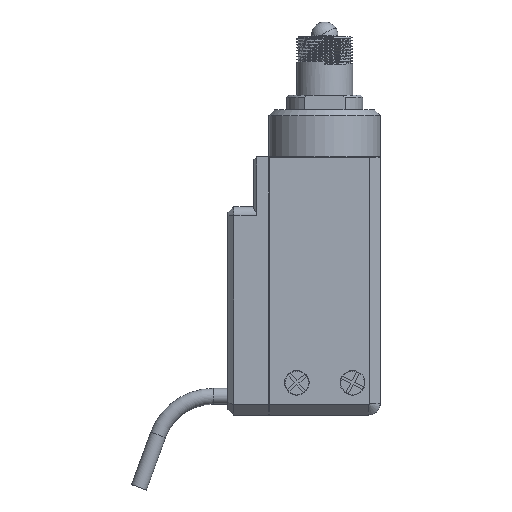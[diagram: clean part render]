
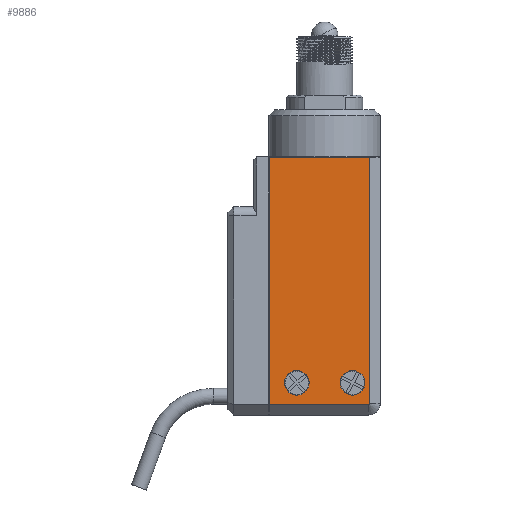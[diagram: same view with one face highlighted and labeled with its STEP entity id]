
A CAD part, left-side view. The second image highlights one B-rep face of the part: STEP entity #9886.
In plain terms, the highlighted planar face has unit normal (-1, 0, 0).
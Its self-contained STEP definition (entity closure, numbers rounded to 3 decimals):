
#22 = ORIENTED_EDGE ( 'NONE', *, *, #347, .F. ) ;
#347 = EDGE_CURVE ( 'NONE', #7846, #13156, #4273, .T. ) ;
#418 = VECTOR ( 'NONE', #4921, 1000. ) ;
#759 = DIRECTION ( 'NONE',  ( -1., 0., 0. ) ) ;
#766 = ORIENTED_EDGE ( 'NONE', *, *, #9924, .T. ) ;
#864 = DIRECTION ( 'NONE',  ( -1., 0., 0. ) ) ;
#1298 = ORIENTED_EDGE ( 'NONE', *, *, #14175, .F. ) ;
#1475 = CARTESIAN_POINT ( 'NONE',  ( -9.5, 4.75, 3.4 ) ) ;
#1514 = CARTESIAN_POINT ( 'NONE',  ( -9.5, 9.45, 1.8 ) ) ;
#1596 = AXIS2_PLACEMENT_3D ( 'NONE', #13014, #13176, #10704 ) ;
#1959 = CARTESIAN_POINT ( 'NONE',  ( -9.5, 4.75, 5.5 ) ) ;
#2071 = FACE_BOUND ( 'NONE', #10902, .T. ) ;
#2394 = CARTESIAN_POINT ( 'NONE',  ( -9.5, -7.45, 2. ) ) ;
#2475 = CARTESIAN_POINT ( 'NONE',  ( -9.5, -7.45, 1.8 ) ) ;
#2564 = VECTOR ( 'NONE', #10228, 1000. ) ;
#2811 = EDGE_CURVE ( 'NONE', #10927, #10610, #7555, .T. ) ;
#2823 = CARTESIAN_POINT ( 'NONE',  ( -9.5, 9.45, 43.95 ) ) ;
#2918 = DIRECTION ( 'NONE',  ( 0., 0., 1. ) ) ;
#3100 = EDGE_CURVE ( 'NONE', #4477, #14436, #16163, .T. ) ;
#3310 = AXIS2_PLACEMENT_3D ( 'NONE', #9499, #6746, #2918 ) ;
#3792 = ORIENTED_EDGE ( 'NONE', *, *, #3100, .F. ) ;
#3894 = ORIENTED_EDGE ( 'NONE', *, *, #8580, .F. ) ;
#4273 = CIRCLE ( 'NONE', #6436, 2.1 ) ;
#4347 = CARTESIAN_POINT ( 'NONE',  ( -9.5, -4.75, 3.4 ) ) ;
#4477 = VERTEX_POINT ( 'NONE', #6421 ) ;
#4716 = CARTESIAN_POINT ( 'NONE',  ( -9.5, 4.75, 7.6 ) ) ;
#4921 = DIRECTION ( 'NONE',  ( 0., -1., 0. ) ) ;
#5003 = DIRECTION ( 'NONE',  ( -1., 0., 0. ) ) ;
#5092 = CARTESIAN_POINT ( 'NONE',  ( -9.5, -7.65, 63.006 ) ) ;
#5133 = CARTESIAN_POINT ( 'NONE',  ( -9.5, -7.65, 43.95 ) ) ;
#5358 = AXIS2_PLACEMENT_3D ( 'NONE', #13576, #759, #9654 ) ;
#5458 = ORIENTED_EDGE ( 'NONE', *, *, #8286, .T. ) ;
#5760 = VERTEX_POINT ( 'NONE', #5133 ) ;
#5780 = FACE_BOUND ( 'NONE', #10265, .T. ) ;
#5867 = PLANE ( 'NONE',  #13925 ) ;
#5893 = VECTOR ( 'NONE', #15421, 1000. ) ;
#6071 = ORIENTED_EDGE ( 'NONE', *, *, #9604, .F. ) ;
#6267 = LINE ( 'NONE', #2475, #418 ) ;
#6404 = LINE ( 'NONE', #11556, #8217 ) ;
#6412 = CIRCLE ( 'NONE', #5358, 2.1 ) ;
#6421 = CARTESIAN_POINT ( 'NONE',  ( -9.5, -4.75, 7.6 ) ) ;
#6436 = AXIS2_PLACEMENT_3D ( 'NONE', #1959, #864, #7114 ) ;
#6746 = DIRECTION ( 'NONE',  ( -1., 0., 0. ) ) ;
#7114 = DIRECTION ( 'NONE',  ( 0., 0., 1. ) ) ;
#7159 = EDGE_LOOP ( 'NONE', ( #766, #15850, #3894, #12509, #5458 ) ) ;
#7555 = LINE ( 'NONE', #12870, #2564 ) ;
#7846 = VERTEX_POINT ( 'NONE', #1475 ) ;
#8043 = LINE ( 'NONE', #5092, #5893 ) ;
#8217 = VECTOR ( 'NONE', #9433, 1000. ) ;
#8286 = EDGE_CURVE ( 'NONE', #10610, #15435, #6267, .T. ) ;
#8580 = EDGE_CURVE ( 'NONE', #10927, #5760, #6404, .T. ) ;
#9045 = AXIS2_PLACEMENT_3D ( 'NONE', #2394, #5003, #15486 ) ;
#9433 = DIRECTION ( 'NONE',  ( 0., -1., 0. ) ) ;
#9499 = CARTESIAN_POINT ( 'NONE',  ( -9.5, 4.75, 5.5 ) ) ;
#9604 = EDGE_CURVE ( 'NONE', #13156, #7846, #10587, .T. ) ;
#9654 = DIRECTION ( 'NONE',  ( 0., 0., 1. ) ) ;
#9730 = FACE_OUTER_BOUND ( 'NONE', #7159, .T. ) ;
#9886 = ADVANCED_FACE ( 'NONE', ( #2071, #5780, #9730 ), #5867, .F. ) ;
#9924 = EDGE_CURVE ( 'NONE', #15435, #11674, #15282, .T. ) ;
#10228 = DIRECTION ( 'NONE',  ( 0., 0., -1. ) ) ;
#10265 = EDGE_LOOP ( 'NONE', ( #3792, #1298 ) ) ;
#10587 = CIRCLE ( 'NONE', #3310, 2.1 ) ;
#10594 = CARTESIAN_POINT ( 'NONE',  ( -9.5, -7.45, 1.8 ) ) ;
#10610 = VERTEX_POINT ( 'NONE', #1514 ) ;
#10664 = CARTESIAN_POINT ( 'NONE',  ( -9.5, -7.65, 2. ) ) ;
#10704 = DIRECTION ( 'NONE',  ( 0., 0., 1. ) ) ;
#10902 = EDGE_LOOP ( 'NONE', ( #6071, #22 ) ) ;
#10927 = VERTEX_POINT ( 'NONE', #2823 ) ;
#11556 = CARTESIAN_POINT ( 'NONE',  ( -9.5, 9.45, 43.95 ) ) ;
#11674 = VERTEX_POINT ( 'NONE', #10664 ) ;
#12358 = DIRECTION ( 'NONE',  ( 0., 1., 0. ) ) ;
#12509 = ORIENTED_EDGE ( 'NONE', *, *, #2811, .T. ) ;
#12870 = CARTESIAN_POINT ( 'NONE',  ( -9.5, 9.45, 63.006 ) ) ;
#13014 = CARTESIAN_POINT ( 'NONE',  ( -9.5, -4.75, 5.5 ) ) ;
#13156 = VERTEX_POINT ( 'NONE', #4716 ) ;
#13176 = DIRECTION ( 'NONE',  ( -1., 0., 0. ) ) ;
#13576 = CARTESIAN_POINT ( 'NONE',  ( -9.5, -4.75, 5.5 ) ) ;
#13743 = EDGE_CURVE ( 'NONE', #11674, #5760, #8043, .T. ) ;
#13925 = AXIS2_PLACEMENT_3D ( 'NONE', #16183, #14911, #12358 ) ;
#14175 = EDGE_CURVE ( 'NONE', #14436, #4477, #6412, .T. ) ;
#14436 = VERTEX_POINT ( 'NONE', #4347 ) ;
#14911 = DIRECTION ( 'NONE',  ( 1., 0., 0. ) ) ;
#15282 = CIRCLE ( 'NONE', #9045, 0.2 ) ;
#15421 = DIRECTION ( 'NONE',  ( 0., 0., 1. ) ) ;
#15435 = VERTEX_POINT ( 'NONE', #10594 ) ;
#15486 = DIRECTION ( 'NONE',  ( 0., 1., 0. ) ) ;
#15850 = ORIENTED_EDGE ( 'NONE', *, *, #13743, .T. ) ;
#16163 = CIRCLE ( 'NONE', #1596, 2.1 ) ;
#16183 = CARTESIAN_POINT ( 'NONE',  ( -9.5, 9.45, 63.006 ) ) ;
